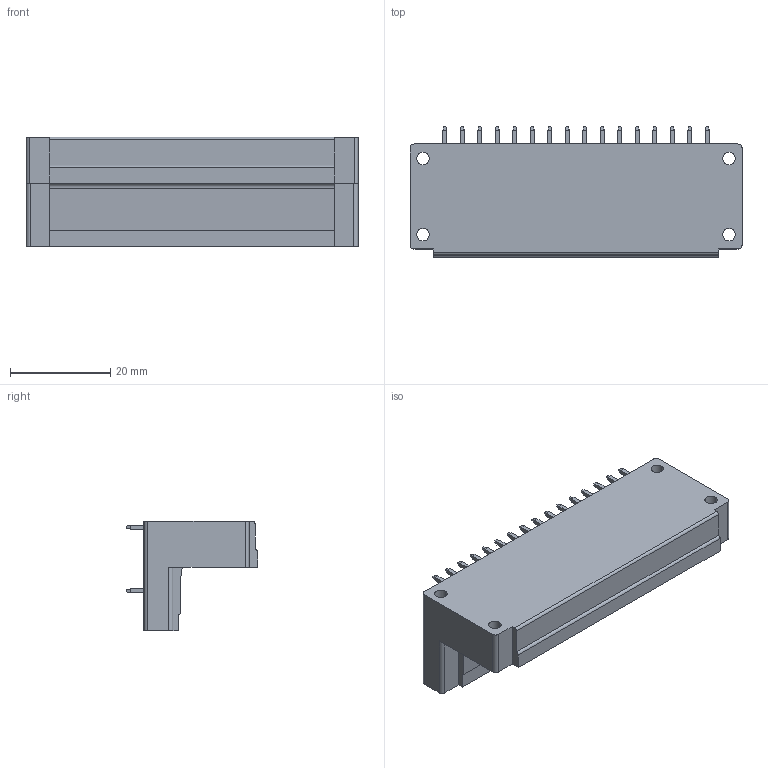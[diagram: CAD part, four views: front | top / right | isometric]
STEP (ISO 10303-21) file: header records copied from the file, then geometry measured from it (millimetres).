
FILE_DESCRIPTION((''),'2;1');
FILE_NAME('TLPHDW-005R-XXP','2024-09-24T09:40:13',('sheji109'),(''),'CREO PARAMETRIC BY PTC INC, 2018100','CREO PARAMETRIC BY PTC INC, 2018100','');
FILE_SCHEMA(('CONFIG_CONTROL_DESIGN'));
Products named in the file (1): TLPHDW-005R-XXP
Bounding box: 66.4 x 26.2 x 21.9 mm (x, y, z)
Volume: 15656.8 mm3; surface area: 13275.3 mm2
Topology: 1 solids, 1 shells, 2436 faces, 6566 edges, 4260 vertices
Faces by surface type: plane 1715, cylinder 497, cone 160, torus 64
Entity records: 75858 total; most frequent: CARTESIAN_POINT 14254, ORIENTED_EDGE 13132, DIRECTION 12336, EDGE_CURVE 6566, VECTOR 5028, LINE 5028, VERTEX_POINT 4260, AXIS2_PLACEMENT_3D 3654
